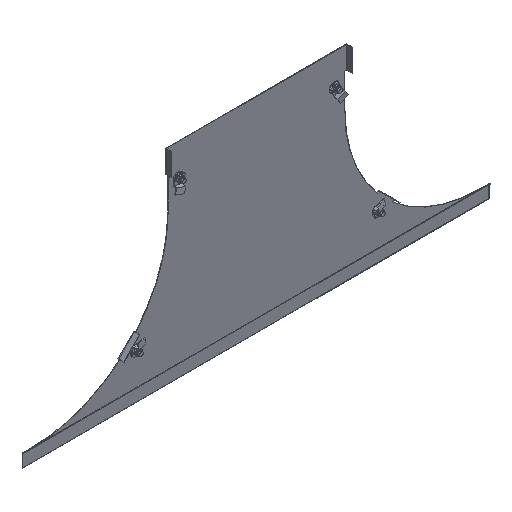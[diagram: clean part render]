
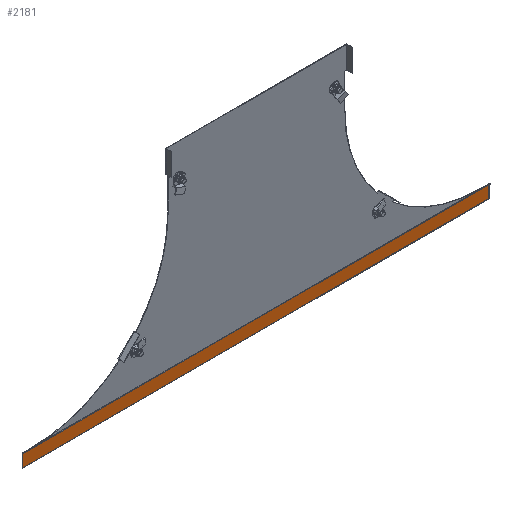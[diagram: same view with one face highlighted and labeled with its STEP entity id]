
A CAD part, isometric view. The second image highlights one B-rep face of the part: STEP entity #2181.
In plain terms, the highlighted planar face has unit normal (0, -1, 0).
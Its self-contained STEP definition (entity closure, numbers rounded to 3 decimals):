
#515 = VERTEX_POINT ( 'NONE', #2647 ) ;
#557 = CARTESIAN_POINT ( 'NONE',  ( -520., 0.5, -124.728 ) ) ;
#565 = EDGE_LOOP ( 'NONE', ( #3769, #1263, #3070, #3160, #2511, #2022 ) ) ;
#1068 = VECTOR ( 'NONE', #2889, 1000. ) ;
#1089 = VERTEX_POINT ( 'NONE', #4409 ) ;
#1263 = ORIENTED_EDGE ( 'NONE', *, *, #3958, .T. ) ;
#1335 = LINE ( 'NONE', #557, #2445 ) ;
#1460 = EDGE_CURVE ( 'NONE', #2760, #515, #3384, .T. ) ;
#1558 = DIRECTION ( 'NONE',  ( -1., 0., 0. ) ) ;
#1592 = CARTESIAN_POINT ( 'NONE',  ( 500., 0.5, -430.5 ) ) ;
#1776 = CARTESIAN_POINT ( 'NONE',  ( -520., 0.5, -430.914 ) ) ;
#1905 = VECTOR ( 'NONE', #4590, 1000. ) ;
#1931 = DIRECTION ( 'NONE',  ( 0., 0., 1. ) ) ;
#2022 = ORIENTED_EDGE ( 'NONE', *, *, #4775, .F. ) ;
#2181 = ADVANCED_FACE ( 'NONE', ( #4516 ), #5057, .T. ) ;
#2291 = CARTESIAN_POINT ( 'NONE',  ( -520., 0.5, -457.728 ) ) ;
#2445 = VECTOR ( 'NONE', #1931, 1000. ) ;
#2490 = VECTOR ( 'NONE', #3890, 1000. ) ;
#2511 = ORIENTED_EDGE ( 'NONE', *, *, #4262, .F. ) ;
#2533 = CARTESIAN_POINT ( 'NONE',  ( 520., 0.5, -430.914 ) ) ;
#2600 = DIRECTION ( 'NONE',  ( 0., 0., 1. ) ) ;
#2622 = CARTESIAN_POINT ( 'NONE',  ( 520., 0.5, -430.914 ) ) ;
#2647 = CARTESIAN_POINT ( 'NONE',  ( -520., 0.5, -430.5 ) ) ;
#2679 = CARTESIAN_POINT ( 'NONE',  ( 520., 0.5, -458. ) ) ;
#2760 = VERTEX_POINT ( 'NONE', #2871 ) ;
#2849 = LINE ( 'NONE', #4150, #1905 ) ;
#2860 = DIRECTION ( 'NONE',  ( 0., 0., -1. ) ) ;
#2871 = CARTESIAN_POINT ( 'NONE',  ( 520., 0.5, -430.5 ) ) ;
#2889 = DIRECTION ( 'NONE',  ( 0., 0., -1. ) ) ;
#2893 = AXIS2_PLACEMENT_3D ( 'NONE', #5093, #3282, #2860 ) ;
#2966 = VERTEX_POINT ( 'NONE', #2533 ) ;
#3070 = ORIENTED_EDGE ( 'NONE', *, *, #1460, .T. ) ;
#3142 = EDGE_CURVE ( 'NONE', #4185, #515, #1335, .T. ) ;
#3158 = CARTESIAN_POINT ( 'NONE',  ( 520., 0.5, -457.728 ) ) ;
#3160 = ORIENTED_EDGE ( 'NONE', *, *, #3142, .F. ) ;
#3265 = VECTOR ( 'NONE', #1558, 1000. ) ;
#3282 = DIRECTION ( 'NONE',  ( 0., -1., 0. ) ) ;
#3384 = LINE ( 'NONE', #1592, #3265 ) ;
#3548 = LINE ( 'NONE', #2291, #2490 ) ;
#3613 = LINE ( 'NONE', #2622, #4649 ) ;
#3769 = ORIENTED_EDGE ( 'NONE', *, *, #4638, .F. ) ;
#3890 = DIRECTION ( 'NONE',  ( 0., 0., 1. ) ) ;
#3958 = EDGE_CURVE ( 'NONE', #2966, #2760, #3613, .T. ) ;
#3960 = VERTEX_POINT ( 'NONE', #2679 ) ;
#4150 = CARTESIAN_POINT ( 'NONE',  ( 520., 0.5, -458. ) ) ;
#4185 = VERTEX_POINT ( 'NONE', #1776 ) ;
#4262 = EDGE_CURVE ( 'NONE', #1089, #4185, #3548, .T. ) ;
#4409 = CARTESIAN_POINT ( 'NONE',  ( -520., 0.5, -458. ) ) ;
#4516 = FACE_OUTER_BOUND ( 'NONE', #565, .T. ) ;
#4590 = DIRECTION ( 'NONE',  ( -1., 0., 0. ) ) ;
#4638 = EDGE_CURVE ( 'NONE', #2966, #3960, #4993, .T. ) ;
#4649 = VECTOR ( 'NONE', #2600, 1000. ) ;
#4775 = EDGE_CURVE ( 'NONE', #3960, #1089, #2849, .T. ) ;
#4993 = LINE ( 'NONE', #3158, #1068 ) ;
#5057 = PLANE ( 'NONE',  #2893 ) ;
#5093 = CARTESIAN_POINT ( 'NONE',  ( 500., 0.5, -124.728 ) ) ;
